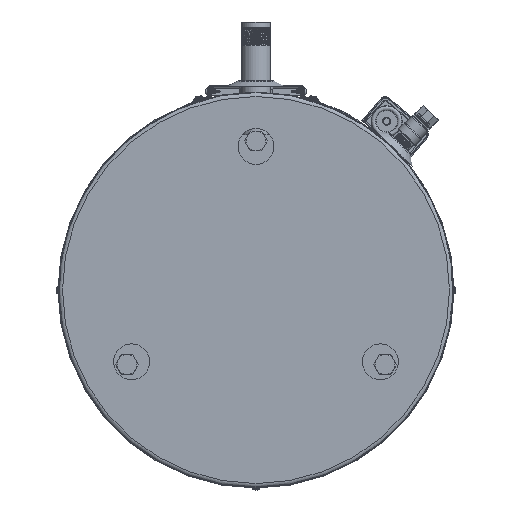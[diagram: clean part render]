
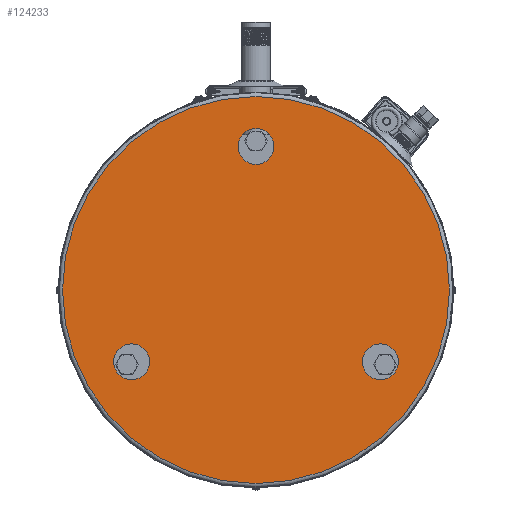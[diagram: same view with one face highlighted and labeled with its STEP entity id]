
A CAD part, front view. The second image highlights one B-rep face of the part: STEP entity #124233.
In plain terms, the highlighted planar face has unit normal (0, -1, 0).
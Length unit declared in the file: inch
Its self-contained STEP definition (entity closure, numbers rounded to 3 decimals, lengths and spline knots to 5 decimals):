
#157 = VERTEX_POINT ( 'NONE', #28753 ) ;
#2056 = EDGE_CURVE ( 'NONE', #104734, #104734, #105374, .T. ) ;
#3743 = CARTESIAN_POINT ( 'NONE',  ( 0., -0.53, 9. ) ) ;
#4703 = AXIS2_PLACEMENT_3D ( 'NONE', #103815, #130563, #70095 ) ;
#6506 = ORIENTED_EDGE ( 'NONE', *, *, #95385, .T. ) ;
#8112 = DIRECTION ( 'NONE',  ( 0., 0., -1. ) ) ;
#18755 = CARTESIAN_POINT ( 'NONE',  ( 0., -0.53, 8. ) ) ;
#21393 = EDGE_LOOP ( 'NONE', ( #32386 ) ) ;
#22279 = EDGE_CURVE ( 'NONE', #24814, #24814, #97656, .T. ) ;
#24814 = VERTEX_POINT ( 'NONE', #65288 ) ;
#28753 = CARTESIAN_POINT ( 'NONE',  ( 0., -0.53, -10.78 ) ) ;
#31347 = DIRECTION ( 'NONE',  ( 0., 1., 0. ) ) ;
#32386 = ORIENTED_EDGE ( 'NONE', *, *, #22279, .T. ) ;
#37418 = CARTESIAN_POINT ( 'NONE',  ( 0., -0.53, 0. ) ) ;
#38610 = CIRCLE ( 'NONE', #66171, 1. ) ;
#41970 = EDGE_LOOP ( 'NONE', ( #56469 ) ) ;
#45042 = CARTESIAN_POINT ( 'NONE',  ( -6.9282, -0.53, -4. ) ) ;
#46721 = DIRECTION ( 'NONE',  ( 0., 0., 1. ) ) ;
#53556 = EDGE_LOOP ( 'NONE', ( #6506 ) ) ;
#54550 = EDGE_CURVE ( 'NONE', #157, #157, #81860, .T. ) ;
#56469 = ORIENTED_EDGE ( 'NONE', *, *, #54550, .T. ) ;
#64919 = DIRECTION ( 'NONE',  ( 0., 0., 1. ) ) ;
#65288 = CARTESIAN_POINT ( 'NONE',  ( 6.9282, -0.53, -3. ) ) ;
#66171 = AXIS2_PLACEMENT_3D ( 'NONE', #45042, #127349, #64919 ) ;
#67264 = DIRECTION ( 'NONE',  ( 0., 1., 0. ) ) ;
#68788 = FACE_OUTER_BOUND ( 'NONE', #41970, .T. ) ;
#70095 = DIRECTION ( 'NONE',  ( 0., 0., 1. ) ) ;
#71725 = VERTEX_POINT ( 'NONE', #119631 ) ;
#76489 = AXIS2_PLACEMENT_3D ( 'NONE', #127726, #67264, #46721 ) ;
#78764 = FACE_BOUND ( 'NONE', #114018, .T. ) ;
#81860 = CIRCLE ( 'NONE', #90326, 10.78 ) ;
#82474 = DIRECTION ( 'NONE',  ( 0., 0., 1. ) ) ;
#87841 = DIRECTION ( 'NONE',  ( 0., -1., 0. ) ) ;
#90326 = AXIS2_PLACEMENT_3D ( 'NONE', #37418, #87841, #8112 ) ;
#94753 = AXIS2_PLACEMENT_3D ( 'NONE', #18755, #31347, #82474 ) ;
#95385 = EDGE_CURVE ( 'NONE', #71725, #71725, #38610, .T. ) ;
#97656 = CIRCLE ( 'NONE', #76489, 1. ) ;
#103815 = CARTESIAN_POINT ( 'NONE',  ( 0., -0.53, 0. ) ) ;
#104734 = VERTEX_POINT ( 'NONE', #3743 ) ;
#105374 = CIRCLE ( 'NONE', #94753, 1. ) ;
#106737 = PLANE ( 'NONE',  #4703 ) ;
#114018 = EDGE_LOOP ( 'NONE', ( #121243 ) ) ;
#119631 = CARTESIAN_POINT ( 'NONE',  ( -6.9282, -0.53, -3. ) ) ;
#121243 = ORIENTED_EDGE ( 'NONE', *, *, #2056, .T. ) ;
#124233 = ADVANCED_FACE ( 'NONE', ( #127942, #129279, #78764, #68788 ), #106737, .F. ) ;
#127349 = DIRECTION ( 'NONE',  ( 0., 1., 0. ) ) ;
#127726 = CARTESIAN_POINT ( 'NONE',  ( 6.9282, -0.53, -4. ) ) ;
#127942 = FACE_BOUND ( 'NONE', #21393, .T. ) ;
#129279 = FACE_BOUND ( 'NONE', #53556, .T. ) ;
#130563 = DIRECTION ( 'NONE',  ( 0., 1., 0. ) ) ;
